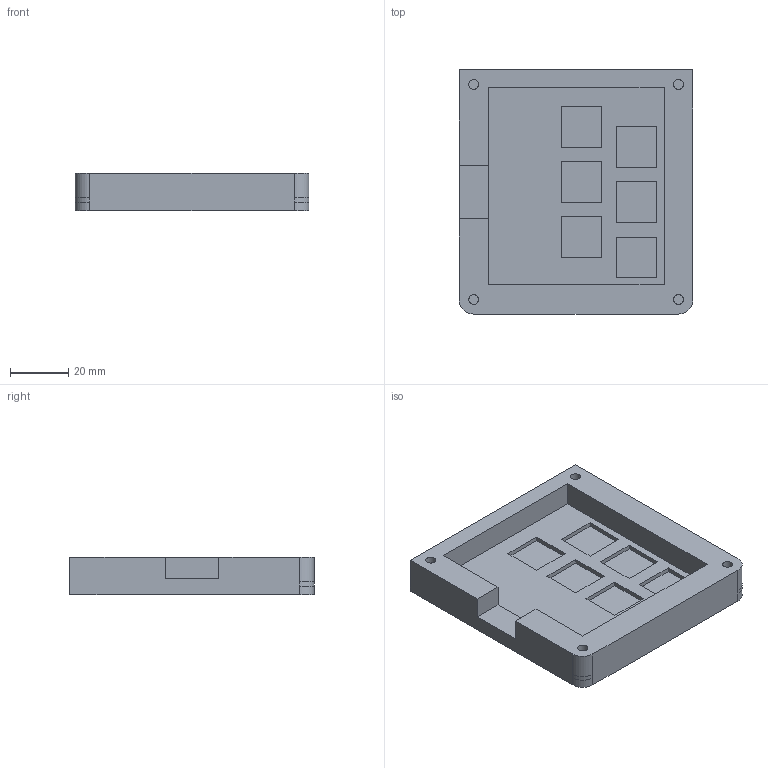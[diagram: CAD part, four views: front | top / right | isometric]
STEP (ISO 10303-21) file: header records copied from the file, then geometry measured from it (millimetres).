
FILE_DESCRIPTION(('FreeCAD Model'),'2;1');
FILE_NAME('Open CASCADE Shape Model','2025-06-27T12:46:51',(''),(''), 'Open CASCADE STEP processor 7.8','FreeCAD','Unknown');
FILE_SCHEMA(('AUTOMOTIVE_DESIGN { 1 0 10303 214 1 1 1 1 }'));
Length unit declared in the file: millimetre
Products named in the file (1): Body
Bounding box: 80.5 x 84 x 13 mm (x, y, z)
Volume: 49274.4 mm3; surface area: 20712.4 mm2
Topology: 1 solids, 1 shells, 70 faces, 172 edges, 114 vertices
Faces by surface type: plane 56, cylinder 14
Full cylindrical faces by diameter (mm): 3.4 x4
Entity records: 2084 total; most frequent: CARTESIAN_POINT 357, DIRECTION 356, ORIENTED_EDGE 344, EDGE_CURVE 172, LINE 130, VECTOR 130, VERTEX_POINT 114, AXIS2_PLACEMENT_3D 113
